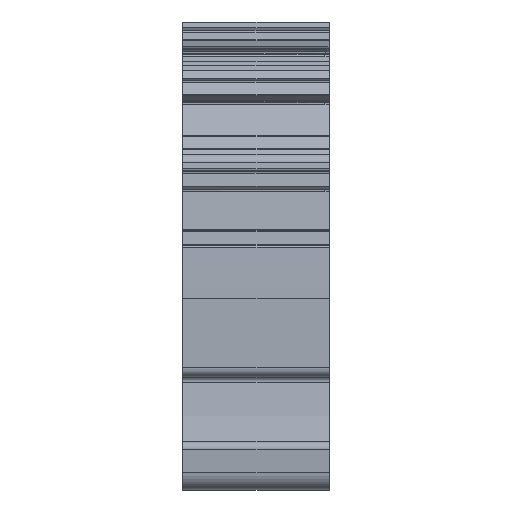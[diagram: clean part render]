
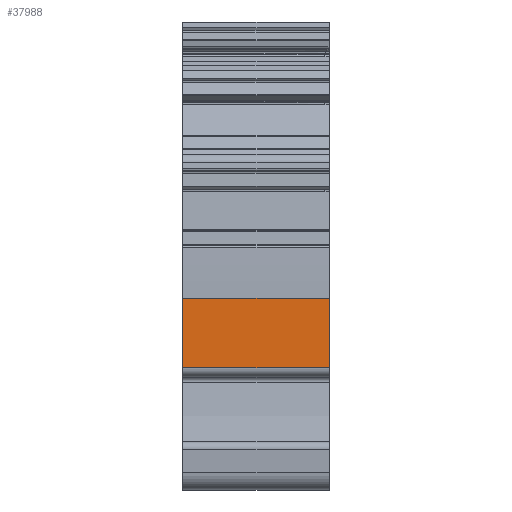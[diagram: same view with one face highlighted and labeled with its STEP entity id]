
A CAD part, front view. The second image highlights one B-rep face of the part: STEP entity #37988.
In plain terms, the highlighted planar face has unit normal (0, -1, 0).
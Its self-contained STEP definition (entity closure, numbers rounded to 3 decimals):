
#37975=AXIS2_PLACEMENT_3D('Plane Axis2P3D',#37972,#37973,#37974) ;
#1056=CARTESIAN_POINT('Vertex',(16.2,1.533,21.125)) ;
#1059=CARTESIAN_POINT('Line Origine',(16.2,1.533,17.295)) ;
#1063=CARTESIAN_POINT('Vertex',(16.2,1.533,13.464)) ;
#5836=CARTESIAN_POINT('Vertex',(0.,1.533,13.464)) ;
#5839=CARTESIAN_POINT('Line Origine',(0.,1.533,17.295)) ;
#5843=CARTESIAN_POINT('Vertex',(0.,1.533,21.125)) ;
#37960=CARTESIAN_POINT('Line Origine',(0.,1.533,21.125)) ;
#37972=CARTESIAN_POINT('Axis2P3D Location',(0.,1.533,13.464)) ;
#37977=CARTESIAN_POINT('Line Origine',(8.1,1.533,13.464)) ;
#1060=DIRECTION('Vector Direction',(0.,0.,1.)) ;
#5840=DIRECTION('Vector Direction',(0.,0.,1.)) ;
#37961=DIRECTION('Vector Direction',(1.,0.,0.)) ;
#37973=DIRECTION('Axis2P3D Direction',(0.,1.,0.)) ;
#37974=DIRECTION('Axis2P3D XDirection',(0.,0.,-1.)) ;
#37978=DIRECTION('Vector Direction',(1.,0.,0.)) ;
#1061=VECTOR('Line Direction',#1060,1.) ;
#5841=VECTOR('Line Direction',#5840,1.) ;
#37962=VECTOR('Line Direction',#37961,1.) ;
#37979=VECTOR('Line Direction',#37978,1.) ;
#37983=ORIENTED_EDGE('',*,*,#1065,.T.) ;
#37984=ORIENTED_EDGE('',*,*,#37964,.F.) ;
#37985=ORIENTED_EDGE('',*,*,#5845,.F.) ;
#37986=ORIENTED_EDGE('',*,*,#37981,.T.) ;
#37988=ADVANCED_FACE('Hauptk\X2\00F6\X0\rper',(#37987),#37976,.F.) ;
#1065=EDGE_CURVE('',#1064,#1057,#1062,.T.) ;
#5845=EDGE_CURVE('',#5837,#5844,#5842,.T.) ;
#37964=EDGE_CURVE('',#5844,#1057,#37963,.T.) ;
#37981=EDGE_CURVE('',#5837,#1064,#37980,.T.) ;
#37982=EDGE_LOOP('',(#37983,#37984,#37985,#37986)) ;
#37987=FACE_OUTER_BOUND('',#37982,.T.) ;
#1062=LINE('Line',#1059,#1061) ;
#5842=LINE('Line',#5839,#5841) ;
#37963=LINE('Line',#37960,#37962) ;
#37980=LINE('Line',#37977,#37979) ;
#37976=PLANE('',#37975) ;
#1057=VERTEX_POINT('',#1056) ;
#1064=VERTEX_POINT('',#1063) ;
#5837=VERTEX_POINT('',#5836) ;
#5844=VERTEX_POINT('',#5843) ;
